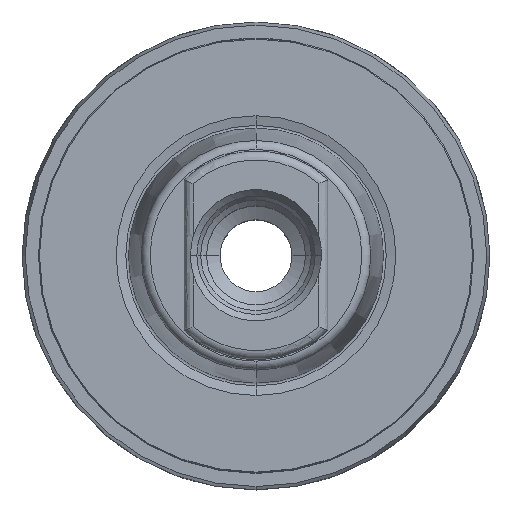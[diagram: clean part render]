
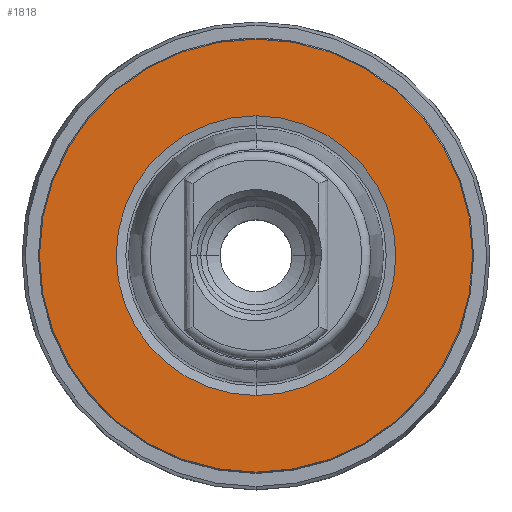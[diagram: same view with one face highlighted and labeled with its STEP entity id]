
A CAD part, top view. The second image highlights one B-rep face of the part: STEP entity #1818.
In plain terms, the highlighted planar face has unit normal (0, 0, 1).
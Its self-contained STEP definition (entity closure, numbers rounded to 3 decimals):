
#703=CARTESIAN_POINT('',(0.,0.,0.));
#704=DIRECTION('',(0.,0.,-1.));
#705=DIRECTION('',(0.,-1.,0.));
#706=AXIS2_PLACEMENT_3D('',#703,#704,#705);
#725=CARTESIAN_POINT('',(0.,0.,0.));
#726=DIRECTION('',(0.,0.,1.));
#727=DIRECTION('',(0.,-1.,0.));
#728=AXIS2_PLACEMENT_3D('',#725,#726,#727);
#733=CARTESIAN_POINT('',(0.,0.,0.));
#734=DIRECTION('',(0.,0.,-1.));
#735=DIRECTION('',(0.,1.,0.));
#736=AXIS2_PLACEMENT_3D('',#733,#734,#735);
#741=CARTESIAN_POINT('',(0.,0.,0.));
#742=DIRECTION('',(0.,0.,-1.));
#743=DIRECTION('',(0.,-1.,0.));
#744=AXIS2_PLACEMENT_3D('',#741,#742,#743);
#1085=CARTESIAN_POINT('',(0.,-7.776,0.));
#1087=VERTEX_POINT('',#1085);
#1095=CARTESIAN_POINT('',(0.,7.776,0.));
#1097=VERTEX_POINT('',#1095);
#1191=CARTESIAN_POINT('',(0.,12.042,0.));
#1192=VERTEX_POINT('',#1191);
#1193=CARTESIAN_POINT('',(0.,-12.042,0.));
#1194=VERTEX_POINT('',#1193);
#1803=CARTESIAN_POINT('',(0.,0.,0.));
#1804=DIRECTION('',(0.,0.,-1.));
#1805=DIRECTION('',(0.,1.,0.));
#1806=AXIS2_PLACEMENT_3D('',#1803,#1804,#1805);
#1807=PLANE('',#1806);
#1809=ORIENTED_EDGE('',*,*,#1808,.T.);
#1811=ORIENTED_EDGE('',*,*,#1810,.T.);
#1812=EDGE_LOOP('',(#1809,#1811));
#1813=FACE_OUTER_BOUND('',#1812,.F.);
#1814=ORIENTED_EDGE('',*,*,#1782,.F.);
#1815=ORIENTED_EDGE('',*,*,#1798,.T.);
#1816=EDGE_LOOP('',(#1814,#1815));
#1817=FACE_BOUND('',#1816,.F.);
#707=CIRCLE('',#706,7.776);
#729=CIRCLE('',#728,7.776);
#737=CIRCLE('',#736,12.042);
#745=CIRCLE('',#744,12.042);
#1782=EDGE_CURVE('',#1087,#1097,#707,.T.);
#1798=EDGE_CURVE('',#1087,#1097,#729,.T.);
#1808=EDGE_CURVE('',#1192,#1194,#737,.T.);
#1810=EDGE_CURVE('',#1194,#1192,#745,.T.);
#1818=ADVANCED_FACE('',(#1813,#1817),#1807,.F.);
